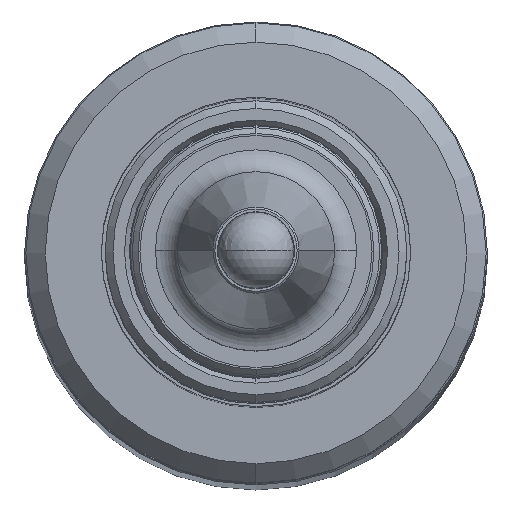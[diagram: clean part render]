
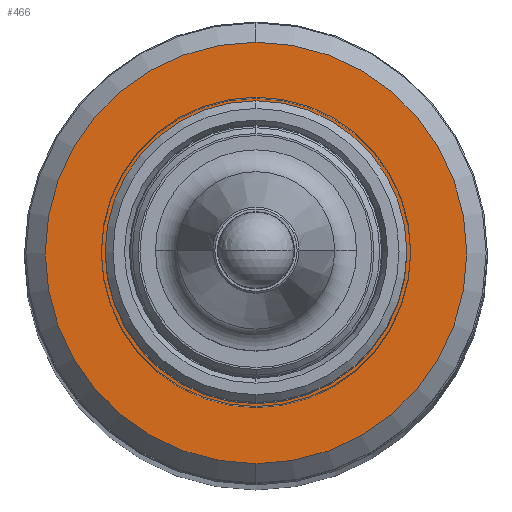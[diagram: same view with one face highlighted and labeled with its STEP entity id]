
A CAD part, top view. The second image highlights one B-rep face of the part: STEP entity #466.
In plain terms, the highlighted planar face has unit normal (0, 0, 1).
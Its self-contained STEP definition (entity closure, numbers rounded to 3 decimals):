
#225=CARTESIAN_POINT('',(0.,0.,7.));
#226=DIRECTION('',(0.,0.,-1.));
#227=DIRECTION('',(0.,-1.,0.));
#228=AXIS2_PLACEMENT_3D('',#225,#226,#227);
#230=CARTESIAN_POINT('',(0.,0.,7.));
#231=DIRECTION('',(0.,0.,-1.));
#232=DIRECTION('',(0.,1.,0.));
#233=AXIS2_PLACEMENT_3D('',#230,#231,#232);
#235=CARTESIAN_POINT('',(0.,0.,7.));
#236=DIRECTION('',(0.,0.,1.));
#237=DIRECTION('',(0.,1.,0.));
#238=AXIS2_PLACEMENT_3D('',#235,#236,#237);
#240=CARTESIAN_POINT('',(0.,0.,7.));
#241=DIRECTION('',(0.,0.,1.));
#242=DIRECTION('',(0.,-1.,0.));
#243=AXIS2_PLACEMENT_3D('',#240,#241,#242);
#401=CARTESIAN_POINT('',(0.,-5.45,7.));
#402=CARTESIAN_POINT('',(0.,5.45,7.));
#403=VERTEX_POINT('',#401);
#404=VERTEX_POINT('',#402);
#405=CARTESIAN_POINT('',(0.,3.9,7.));
#406=CARTESIAN_POINT('',(0.,-3.9,7.));
#407=VERTEX_POINT('',#405);
#408=VERTEX_POINT('',#406);
#449=CARTESIAN_POINT('',(0.,0.,7.));
#450=DIRECTION('',(0.,0.,1.));
#451=DIRECTION('',(0.,1.,0.));
#452=AXIS2_PLACEMENT_3D('',#449,#450,#451);
#453=PLANE('',#452);
#455=ORIENTED_EDGE('',*,*,#454,.T.);
#457=ORIENTED_EDGE('',*,*,#456,.T.);
#458=EDGE_LOOP('',(#455,#457));
#459=FACE_OUTER_BOUND('',#458,.F.);
#461=ORIENTED_EDGE('',*,*,#460,.T.);
#463=ORIENTED_EDGE('',*,*,#462,.T.);
#464=EDGE_LOOP('',(#461,#463));
#465=FACE_BOUND('',#464,.F.);
#466=ADVANCED_FACE('',(#459,#465),#453,.T.);
#229=CIRCLE('',#228,5.45);
#234=CIRCLE('',#233,5.45);
#239=CIRCLE('',#238,3.9);
#244=CIRCLE('',#243,3.9);
#454=EDGE_CURVE('',#403,#404,#229,.T.);
#456=EDGE_CURVE('',#404,#403,#234,.T.);
#460=EDGE_CURVE('',#407,#408,#239,.T.);
#462=EDGE_CURVE('',#408,#407,#244,.T.);
